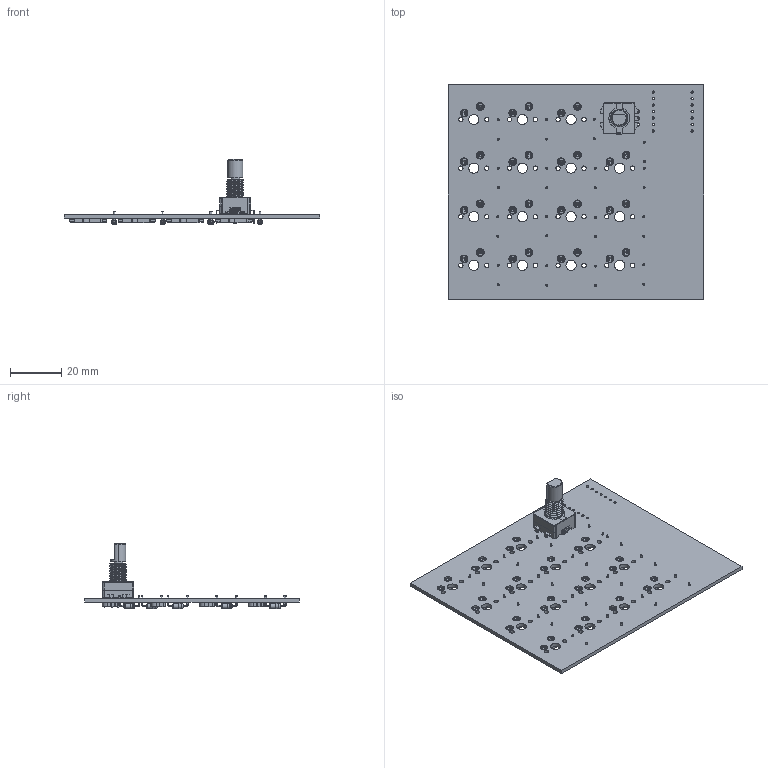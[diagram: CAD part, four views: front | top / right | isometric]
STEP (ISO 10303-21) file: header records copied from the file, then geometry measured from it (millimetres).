
FILE_DESCRIPTION(('KiCad electronic assembly'),'2;1');
FILE_NAME('pcb.step','2025-12-15T15:15:32',('Pcbnew'),('Kicad'), 'Open CASCADE STEP processor 7.9','KiCad to STEP converter','Unknown' );
FILE_SCHEMA(('AUTOMOTIVE_DESIGN { 1 0 10303 214 1 1 1 1 }'));
Length unit declared in the file: millimetre
Products named in the file (6): pcb 1; rotary-encoder; D_DO-35_SOD27_P7.62mm_Horizontal; MX-Hotswap-Socket; pcb_PCB; pcb 2
Assembly tree (33 placements, depth 2):
  pcb 1
    rotary-encoder
    D_DO-35_SOD27_P7.62mm_Horizontal  x16
    MX-Hotswap-Socket  x15
    pcb_PCB
  pcb 2
Bounding box: 100 x 84 x 25.59 mm (x, y, z)
Volume: 14940.5 mm3; surface area: 23852.7 mm2
Topology: 54 solids, 54 shells, 4256 faces, 11125 edges, 7096 vertices
Faces by surface type: plane 2421, cylinder 1396, cone 303, torus 124, bspline 12
Full cylindrical faces by diameter (mm): 0.5 x48, 0.8 x32, 0.889 x14, 1 x5, 1.702 x30, 2 x32, 2.02 x16, 2.9 x30, 3 x30, 3.988 x15
Entity records: 28140 total; most frequent: CARTESIAN_POINT 6205, ORIENTED_EDGE 3918, DIRECTION 3866, EDGE_CURVE 1959, LINE 1316, VECTOR 1316, AXIS2_PLACEMENT_3D 1275, VERTEX_POINT 1272
